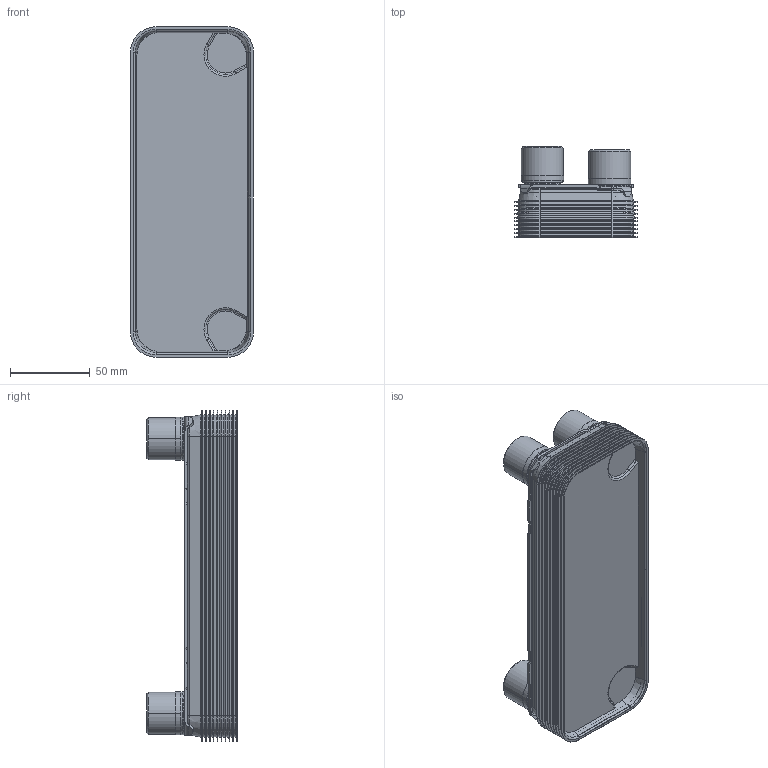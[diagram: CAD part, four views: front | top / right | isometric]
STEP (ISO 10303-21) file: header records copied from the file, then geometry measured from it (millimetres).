
FILE_DESCRIPTION((''),'2;1');
FILE_NAME('AN14_10H_3287050661_ASM','2011-09-07T',('CNSHLGO'),(''),'PRO/ENGINEER BY PARAMETRIC TECHNOLOGY CORPORATION, 2007390','PRO/ENGINEER BY PARAMETRIC TECHNOLOGY CORPORATION, 2007390','');
FILE_SCHEMA(('CONFIG_CONTROL_DESIGN'));
Length unit declared in the file: millimetre
Products named in the file (5): CB14_10H; CB14_FP_S1S2S3S4_18; CB14_PP; A21_ISO_228-1_; AN14_10H_3287050661_ASM
Assembly tree (7 placements, depth 2):
  AN14_10H_3287050661_ASM
    CB14_10H
    CB14_FP_S1S2S3S4_18
    CB14_PP
    A21_ISO_228-1_  x4
Bounding box: 76.95 x 56.8 x 206.95 mm (x, y, z)
Volume: 93328.8 mm3; surface area: 212855.8 mm2
Topology: 16 solids, 20 shells, 1021 faces, 2503 edges, 1554 vertices
Faces by surface type: cylinder 401, plane 316, torus 192, cone 112
Entity records: 28051 total; most frequent: DIRECTION 5137, CARTESIAN_POINT 5070, ORIENTED_EDGE 4618, EDGE_CURVE 2311, AXIS2_PLACEMENT_3D 1938, VERTEX_POINT 1434, VECTOR 1261, LINE 1261
